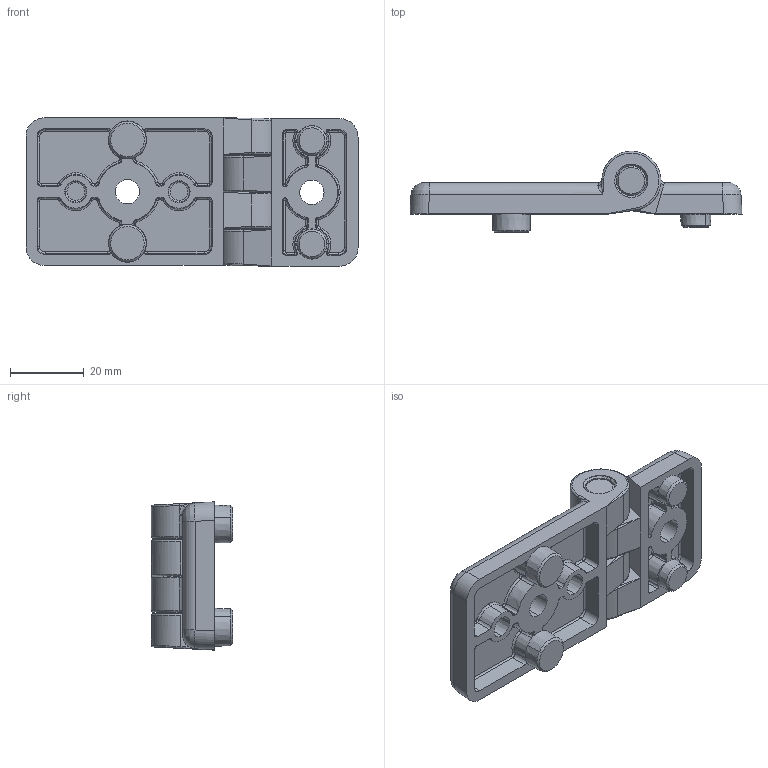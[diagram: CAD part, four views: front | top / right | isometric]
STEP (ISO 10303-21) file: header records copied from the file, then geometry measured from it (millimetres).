
FILE_DESCRIPTION (( 'STEP AP214' ), '1' );
FILE_NAME ('095ks3060f0810.STEP', '2013-03-22T13:06:17', ( '' ), ( '' ), 'SwSTEP 2.0', 'SolidWorks 2012', '' );
FILE_SCHEMA (( 'AUTOMOTIVE_DESIGN' ));
Length unit declared in the file: millimetre
Products named in the file (6): 095ks60f00_Standard; 340me031e_Standard; 095001z08k_095 002 z 10 k; 095001z08k_095 001 z 08 k; 095ks30f00_Standard; 095ks3060f0810
Assembly tree (7 placements, depth 2):
  095ks3060f0810
    095ks30f00_Standard
    095001z08k_095 001 z 08 k  x2
    095001z08k_095 002 z 10 k  x2
    340me031e_Standard
    095ks60f00_Standard
Bounding box: 90 x 22 x 40.2 mm (x, y, z)
Volume: 25534.7 mm3; surface area: 16871.9 mm2
Topology: 7 solids, 7 shells, 524 faces, 1263 edges, 755 vertices
Faces by surface type: cylinder 177, bspline 98, cone 91, plane 91, torus 55, sphere 12
Entity records: 17303 total; most frequent: CARTESIAN_POINT 7631, ORIENTED_EDGE 2110, DIRECTION 1831, EDGE_CURVE 1055, AXIS2_PLACEMENT_3D 751, VERTEX_POINT 635, EDGE_LOOP 474, ADVANCED_FACE 446
